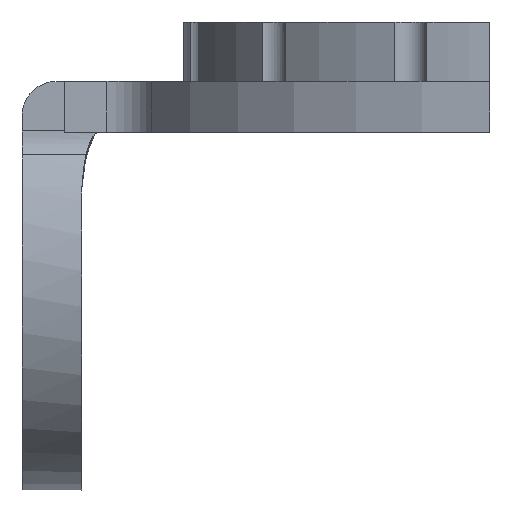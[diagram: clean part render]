
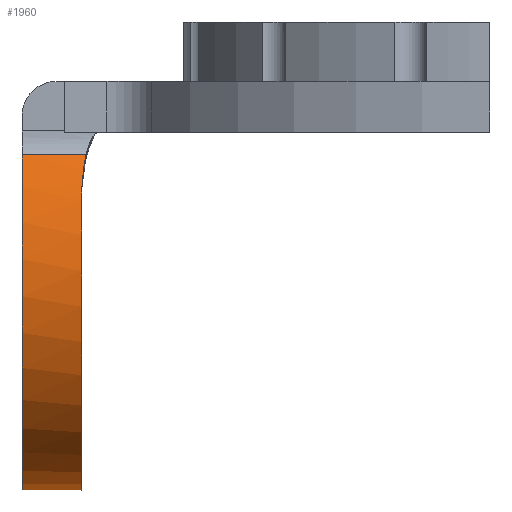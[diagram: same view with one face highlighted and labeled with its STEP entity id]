
A CAD part, front view. The second image highlights one B-rep face of the part: STEP entity #1960.
In plain terms, the highlighted cylindrical face has radius 25.25 mm (diameter 50.5 mm), a partial arc.
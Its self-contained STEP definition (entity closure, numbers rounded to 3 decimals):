
#92 = CARTESIAN_POINT ( 'NONE',  ( -47.488, -20.868, -5.634 ) ) ;
#128 = CARTESIAN_POINT ( 'NONE',  ( -48., -20.868, -5.634 ) ) ;
#150 = EDGE_CURVE ( 'NONE', #4768, #3376, #4680, .T. ) ;
#224 = CARTESIAN_POINT ( 'NONE',  ( -48., 20.868, -5.634 ) ) ;
#227 = CARTESIAN_POINT ( 'NONE',  ( -47.99, -23.271, -10.037 ) ) ;
#251 = CARTESIAN_POINT ( 'NONE',  ( -48., -23.463, -10.505 ) ) ;
#279 = CARTESIAN_POINT ( 'NONE',  ( -47.488, -20.868, -5.634 ) ) ;
#379 = AXIS2_PLACEMENT_3D ( 'NONE', #3504, #3037, #3941 ) ;
#444 = EDGE_LOOP ( 'NONE', ( #4327, #5044, #2657, #4463, #5188, #2604 ) ) ;
#568 = CIRCLE ( 'NONE', #3866, 25.25 ) ;
#673 = DIRECTION ( 'NONE',  ( 1., 0., 0. ) ) ;
#756 = CARTESIAN_POINT ( 'NONE',  ( -47.94, -22.803, -9.002 ) ) ;
#812 = CARTESIAN_POINT ( 'NONE',  ( -47.871, 22.378, -8.154 ) ) ;
#817 = DIRECTION ( 'NONE',  ( -1., 0., 0. ) ) ;
#873 = CARTESIAN_POINT ( 'NONE',  ( -48., -23.641, -10.98 ) ) ;
#898 = EDGE_CURVE ( 'NONE', #2197, #1933, #2042, .T. ) ;
#909 = CARTESIAN_POINT ( 'NONE',  ( -48., 23.641, -10.98 ) ) ;
#1035 = EDGE_CURVE ( 'NONE', #1563, #4546, #4857, .T. ) ;
#1143 = CARTESIAN_POINT ( 'NONE',  ( -47.874, 22.393, -8.184 ) ) ;
#1176 = CARTESIAN_POINT ( 'NONE',  ( -47.91, -22.609, -8.606 ) ) ;
#1215 = CARTESIAN_POINT ( 'NONE',  ( -55., 0., -19.85 ) ) ;
#1227 = CARTESIAN_POINT ( 'NONE',  ( -47.648, 21.386, -6.417 ) ) ;
#1294 = CARTESIAN_POINT ( 'NONE',  ( -48., 0., -19.85 ) ) ;
#1297 = CARTESIAN_POINT ( 'NONE',  ( -55., 20.868, -5.634 ) ) ;
#1416 = AXIS2_PLACEMENT_3D ( 'NONE', #1215, #1765, #2572 ) ;
#1563 = VERTEX_POINT ( 'NONE', #873 ) ;
#1664 = EDGE_CURVE ( 'NONE', #3376, #1563, #568, .T. ) ;
#1688 = CARTESIAN_POINT ( 'NONE',  ( -47.959, 22.873, -9.107 ) ) ;
#1765 = DIRECTION ( 'NONE',  ( -1., 0., 0. ) ) ;
#1795 = DIRECTION ( 'NONE',  ( -1., 0., 0. ) ) ;
#1933 = VERTEX_POINT ( 'NONE', #3481 ) ;
#1943 = CARTESIAN_POINT ( 'NONE',  ( -47.878, -22.417, -8.229 ) ) ;
#1960 = ADVANCED_FACE ( 'NONE', ( #4323 ), #4345, .T. ) ;
#2042 = CIRCLE ( 'NONE', #1416, 25.25 ) ;
#2048 = CARTESIAN_POINT ( 'NONE',  ( -48., 23.285, -10.031 ) ) ;
#2197 = VERTEX_POINT ( 'NONE', #1297 ) ;
#2363 = LINE ( 'NONE', #224, #3973 ) ;
#2415 = CARTESIAN_POINT ( 'NONE',  ( -47.816, 22.093, -7.624 ) ) ;
#2421 = CARTESIAN_POINT ( 'NONE',  ( -47.959, -22.962, -9.345 ) ) ;
#2445 = EDGE_CURVE ( 'NONE', #2197, #4768, #2363, .T. ) ;
#2495 = CARTESIAN_POINT ( 'NONE',  ( -47.875, 22.402, -8.2 ) ) ;
#2572 = DIRECTION ( 'NONE',  ( 0., 0., -1. ) ) ;
#2604 = ORIENTED_EDGE ( 'NONE', *, *, #898, .F. ) ;
#2657 = ORIENTED_EDGE ( 'NONE', *, *, #1664, .T. ) ;
#2700 = LINE ( 'NONE', #128, #5543 ) ;
#2850 = CARTESIAN_POINT ( 'NONE',  ( -47.879, -22.424, -8.242 ) ) ;
#2930 = CARTESIAN_POINT ( 'NONE',  ( -47.836, 22.189, -7.798 ) ) ;
#3037 = DIRECTION ( 'NONE',  ( -1., 0., 0. ) ) ;
#3256 = CARTESIAN_POINT ( 'NONE',  ( -47.488, 20.868, -5.634 ) ) ;
#3376 = VERTEX_POINT ( 'NONE', #909 ) ;
#3481 = CARTESIAN_POINT ( 'NONE',  ( -55., -20.868, -5.634 ) ) ;
#3504 = CARTESIAN_POINT ( 'NONE',  ( -48., 0., -19.85 ) ) ;
#3624 = CARTESIAN_POINT ( 'NONE',  ( -47.788, -21.908, -7.249 ) ) ;
#3653 = CARTESIAN_POINT ( 'NONE',  ( -47.894, -22.51, -8.41 ) ) ;
#3703 = CARTESIAN_POINT ( 'NONE',  ( -47.573, 21.126, -6.013 ) ) ;
#3756 = EDGE_CURVE ( 'NONE', #4546, #1933, #2700, .T. ) ;
#3790 = CARTESIAN_POINT ( 'NONE',  ( -47.775, 21.902, -7.283 ) ) ;
#3823 = DIRECTION ( 'NONE',  ( 0., 0., -1. ) ) ;
#3866 = AXIS2_PLACEMENT_3D ( 'NONE', #1294, #817, #3823 ) ;
#3876 = CARTESIAN_POINT ( 'NONE',  ( -47.488, 20.868, -5.634 ) ) ;
#3941 = DIRECTION ( 'NONE',  ( 0., 0., 1. ) ) ;
#3973 = VECTOR ( 'NONE', #673, 1000. ) ;
#4091 = CARTESIAN_POINT ( 'NONE',  ( -48., 23.641, -10.98 ) ) ;
#4098 = CARTESIAN_POINT ( 'NONE',  ( -47.658, -21.384, -6.392 ) ) ;
#4323 = FACE_OUTER_BOUND ( 'NONE', #444, .T. ) ;
#4327 = ORIENTED_EDGE ( 'NONE', *, *, #2445, .T. ) ;
#4345 = CYLINDRICAL_SURFACE ( 'NONE', #379, 25.25 ) ;
#4463 = ORIENTED_EDGE ( 'NONE', *, *, #1035, .T. ) ;
#4546 = VERTEX_POINT ( 'NONE', #92 ) ;
#4604 = CARTESIAN_POINT ( 'NONE',  ( -47.857, 22.299, -8.004 ) ) ;
#4680 = B_SPLINE_CURVE_WITH_KNOTS ( 'NONE', 3,
 ( #3256, #3703, #1227, #5005, #3790, #2415, #2930, #4604, #5516, #812, #1143, #2495, #1688, #2048, #4091 ),
 .UNSPECIFIED., .F., .F.,
 ( 4, 2, 2, 1, 1, 1, 2, 2, 4 ),
 ( 0., 0.25, 0.375, 0.437, 0.469, 0.484, 0.492, 0.5, 1. ),
 .UNSPECIFIED. ) ;
#4768 = VERTEX_POINT ( 'NONE', #3876 ) ;
#4857 = B_SPLINE_CURVE_WITH_KNOTS ( 'NONE', 3,
 ( #5009, #251, #227, #2421, #756, #1176, #3653, #5379, #4954, #2850, #1943, #3624, #4098, #279 ),
 .UNSPECIFIED., .F., .F.,
 ( 4, 2, 1, 1, 1, 1, 2, 2, 4 ),
 ( 0., 0.25, 0.375, 0.438, 0.469, 0.484, 0.492, 0.5, 1. ),
 .UNSPECIFIED. ) ;
#4954 = CARTESIAN_POINT ( 'NONE',  ( -47.882, -22.438, -8.27 ) ) ;
#5005 = CARTESIAN_POINT ( 'NONE',  ( -47.745, 21.773, -7.061 ) ) ;
#5009 = CARTESIAN_POINT ( 'NONE',  ( -48., -23.641, -10.98 ) ) ;
#5044 = ORIENTED_EDGE ( 'NONE', *, *, #150, .T. ) ;
#5188 = ORIENTED_EDGE ( 'NONE', *, *, #3756, .T. ) ;
#5379 = CARTESIAN_POINT ( 'NONE',  ( -47.886, -22.46, -8.312 ) ) ;
#5516 = CARTESIAN_POINT ( 'NONE',  ( -47.867, 22.354, -8.109 ) ) ;
#5543 = VECTOR ( 'NONE', #1795, 1000. ) ;
